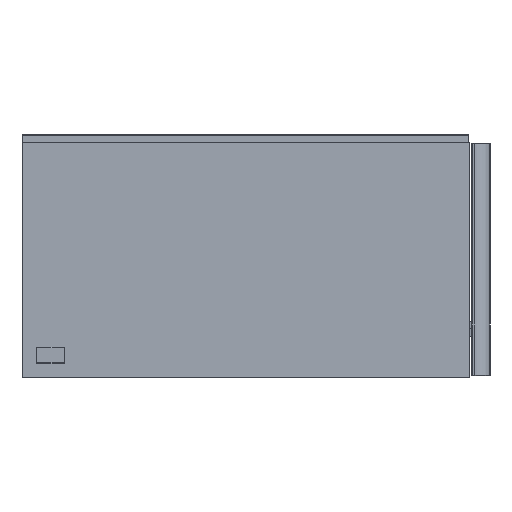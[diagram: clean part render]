
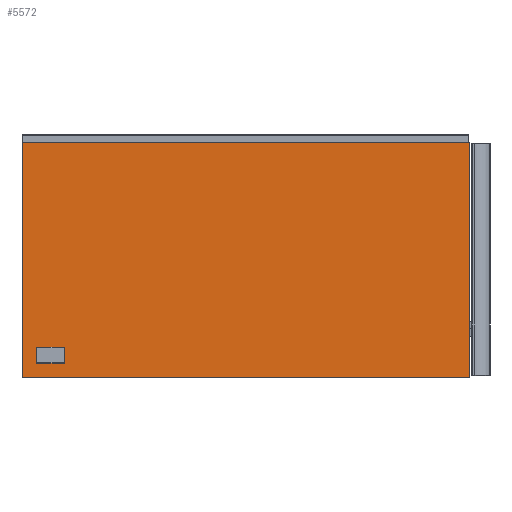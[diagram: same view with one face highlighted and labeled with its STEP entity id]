
A CAD part, left-side view. The second image highlights one B-rep face of the part: STEP entity #5572.
In plain terms, the highlighted planar face has unit normal (-1, 0, 0).
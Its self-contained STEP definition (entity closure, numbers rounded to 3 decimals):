
#5499=CARTESIAN_POINT('',(37020.711,-3458.337,1348.0));
#5500=VERTEX_POINT('',#5499);
#5507=CARTESIAN_POINT('',(37020.711,-3929.337,1348.0));
#5508=VERTEX_POINT('',#5507);
#5509=CARTESIAN_POINT('',(37020.711,-3458.337,1348.0));
#5510=DIRECTION('',(0.0,-1.0,0.0));
#5511=VECTOR('',#5510,471.);
#5512=LINE('',#5509,#5511);
#5513=EDGE_CURVE('',#5500,#5508,#5512,.T.);
#5531=CARTESIAN_POINT('',(37020.711,-3929.337,1100.0));
#5532=VERTEX_POINT('',#5531);
#5533=CARTESIAN_POINT('',(37020.711,-3929.337,1348.0));
#5534=DIRECTION('',(0.0,0.0,-1.0));
#5535=VECTOR('',#5534,248.0);
#5536=LINE('',#5533,#5535);
#5537=EDGE_CURVE('',#5508,#5532,#5536,.T.);
#5549=CARTESIAN_POINT('',(37020.711,-3693.837,1099.999));
#5550=DIRECTION('',(-1.0,0.0,0.0));
#5551=DIRECTION('',(0.0,0.0,1.0));
#5552=AXIS2_PLACEMENT_3D('',#5549,#5550,#5551);
#5553=PLANE('',#5552);
#5554=ORIENTED_EDGE('',*,*,#5537,.F.);
#5555=ORIENTED_EDGE('',*,*,#5513,.F.);
#5556=CARTESIAN_POINT('',(37020.711,-3458.337,1100.0));
#5557=VERTEX_POINT('',#5556);
#5558=CARTESIAN_POINT('',(37020.711,-3458.337,1100.0));
#5559=DIRECTION('',(0.0,0.0,1.0));
#5560=VECTOR('',#5559,248.0);
#5561=LINE('',#5558,#5560);
#5562=EDGE_CURVE('',#5557,#5500,#5561,.T.);
#5563=ORIENTED_EDGE('',*,*,#5562,.F.);
#5564=CARTESIAN_POINT('',(37020.711,-3458.337,1100.0));
#5565=DIRECTION('',(0.0,-1.0,0.0));
#5566=VECTOR('',#5565,471.);
#5567=LINE('',#5564,#5566);
#5568=EDGE_CURVE('',#5557,#5532,#5567,.T.);
#5569=ORIENTED_EDGE('',*,*,#5568,.T.);
#5570=EDGE_LOOP('',(#5554,#5555,#5563,#5569));
#5571=FACE_OUTER_BOUND('',#5570,.T.);
#5572=ADVANCED_FACE('',(#5571),#5553,.T.);
